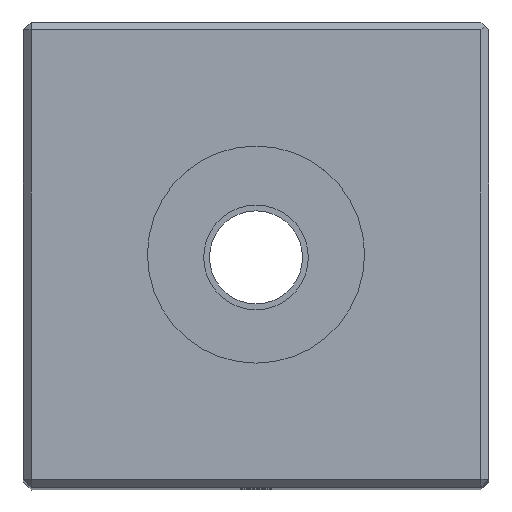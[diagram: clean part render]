
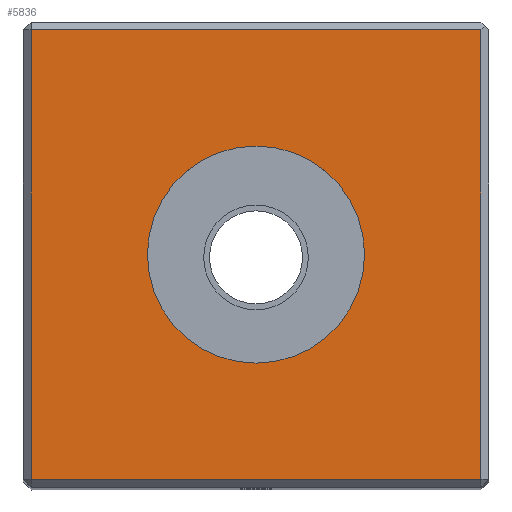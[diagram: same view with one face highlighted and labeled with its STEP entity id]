
A CAD part, top view. The second image highlights one B-rep face of the part: STEP entity #5836.
In plain terms, the highlighted planar face has unit normal (0, 0, 1).
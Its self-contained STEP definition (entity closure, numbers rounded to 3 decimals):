
#190=FACE_BOUND('',#944,.T.);
#334=PLANE('',#6425);
#563=FACE_OUTER_BOUND('',#943,.T.);
#943=EDGE_LOOP('',(#4923,#4924,#4925,#4926));
#944=EDGE_LOOP('',(#4927));
#1365=LINE('',#9524,#1819);
#1369=LINE('',#9531,#1823);
#1382=LINE('',#9558,#1836);
#1383=LINE('',#9560,#1837);
#1819=VECTOR('',#7761,10.);
#1823=VECTOR('',#7767,10.);
#1836=VECTOR('',#7800,10.);
#1837=VECTOR('',#7803,10.);
#2289=CIRCLE('',#6415,14.);
#2800=VERTEX_POINT('',#9521);
#2801=VERTEX_POINT('',#9523);
#2803=VERTEX_POINT('',#9529);
#2804=VERTEX_POINT('',#9533);
#2807=VERTEX_POINT('',#9551);
#3544=EDGE_CURVE('',#2800,#2801,#1365,.T.);
#3548=EDGE_CURVE('',#2803,#2800,#1369,.T.);
#3549=EDGE_CURVE('',#2804,#2804,#2289,.T.);
#3563=EDGE_CURVE('',#2801,#2807,#1382,.T.);
#3564=EDGE_CURVE('',#2807,#2803,#1383,.T.);
#4923=ORIENTED_EDGE('',*,*,#3548,.F.);
#4924=ORIENTED_EDGE('',*,*,#3564,.F.);
#4925=ORIENTED_EDGE('',*,*,#3563,.F.);
#4926=ORIENTED_EDGE('',*,*,#3544,.F.);
#4927=ORIENTED_EDGE('',*,*,#3549,.T.);
#5836=ADVANCED_FACE('',(#563,#190),#334,.T.);
#6415=AXIS2_PLACEMENT_3D('',#9534,#7770,#7771);
#6425=AXIS2_PLACEMENT_3D('',#9561,#7804,#7805);
#7761=DIRECTION('',(0.,-1.,0.));
#7767=DIRECTION('',(1.,0.,0.));
#7770=DIRECTION('center_axis',(0.,0.,
-1.));
#7771=DIRECTION('ref_axis',(1.,0.,0.));
#7800=DIRECTION('',(-1.,0.,0.));
#7803=DIRECTION('',(0.,1.,0.));
#7804=DIRECTION('center_axis',(0.,0.,
1.));
#7805=DIRECTION('ref_axis',(1.,0.,0.));
#9521=CARTESIAN_POINT('',(182.919,57.53,-44.439));
#9523=CARTESIAN_POINT('',(182.919,-0.47,-44.439));
#9524=CARTESIAN_POINT('',(182.919,13.53,-44.439));
#9529=CARTESIAN_POINT('',(124.919,57.53,-44.439));
#9531=CARTESIAN_POINT('',(168.919,57.53,-44.439));
#9533=CARTESIAN_POINT('',(139.919,28.53,-44.439));
#9534=CARTESIAN_POINT('Origin',(153.919,28.53,-44.439));
#9551=CARTESIAN_POINT('',(124.919,-0.47,-44.439));
#9558=CARTESIAN_POINT('',(138.919,-0.47,-44.439));
#9560=CARTESIAN_POINT('',(124.919,43.53,-44.439));
#9561=CARTESIAN_POINT('Origin',(153.919,28.53,-44.439));
